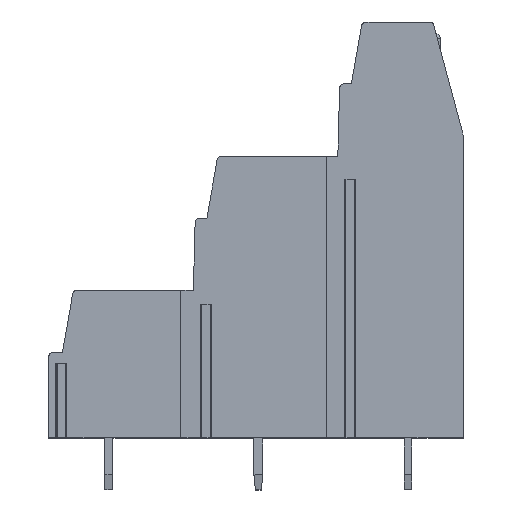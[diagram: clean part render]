
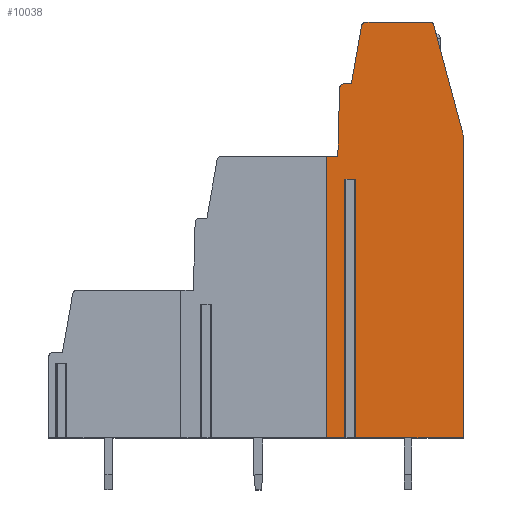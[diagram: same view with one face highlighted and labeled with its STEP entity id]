
A CAD part, top view. The second image highlights one B-rep face of the part: STEP entity #10038.
In plain terms, the highlighted planar face has unit normal (0, 0, 1).
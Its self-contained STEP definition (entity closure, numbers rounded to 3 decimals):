
#14=DIRECTION('',(-1.,0.,0.));
#15=VECTOR('',#14,0.743);
#16=CARTESIAN_POINT('',(1.908,2.65,22.86));
#17=LINE('',#16,#15);
#18=DIRECTION('',(0.,-1.,0.));
#19=VECTOR('',#18,17.55);
#20=CARTESIAN_POINT('',(1.165,2.65,22.86));
#21=LINE('',#20,#19);
#22=DIRECTION('',(1.,0.,0.));
#23=VECTOR('',#22,1.228);
#24=CARTESIAN_POINT('',(-0.063,-14.9,22.86));
#25=LINE('',#24,#23);
#26=DIRECTION('',(-1.,0.,0.));
#27=VECTOR('',#26,0.75);
#28=CARTESIAN_POINT('',(0.687,4.2,22.86));
#29=LINE('',#28,#27);
#30=DIRECTION('',(-0.026,-1.,0.));
#31=VECTOR('',#30,4.609);
#32=CARTESIAN_POINT('',(0.808,8.808,22.86));
#33=LINE('',#32,#31);
#34=CARTESIAN_POINT('',(1.108,8.8,22.86));
#35=DIRECTION('',(0.,0.,1.));
#36=DIRECTION('',(0.,1.,0.));
#37=AXIS2_PLACEMENT_3D('',#34,#35,#36);
#39=DIRECTION('',(-1.,0.,0.));
#40=VECTOR('',#39,0.497);
#41=CARTESIAN_POINT('',(1.605,9.1,22.86));
#42=LINE('',#41,#40);
#43=DIRECTION('',(-0.174,-0.985,0.));
#44=VECTOR('',#43,4.013);
#45=CARTESIAN_POINT('',(2.301,13.052,22.86));
#46=LINE('',#45,#44);
#47=CARTESIAN_POINT('',(2.597,13.,22.86));
#48=DIRECTION('',(0.,0.,1.));
#49=DIRECTION('',(0.,1.,0.));
#50=AXIS2_PLACEMENT_3D('',#47,#48,#49);
#52=DIRECTION('',(-1.,0.,0.));
#53=VECTOR('',#52,4.31);
#54=CARTESIAN_POINT('',(6.907,13.3,22.86));
#55=LINE('',#54,#53);
#56=CARTESIAN_POINT('',(6.907,13.,22.86));
#57=DIRECTION('',(0.,0.,1.));
#58=DIRECTION('',(0.966,0.259,0.));
#59=AXIS2_PLACEMENT_3D('',#56,#57,#58);
#61=CARTESIAN_POINT('',(8.187,5.518,22.86));
#62=DIRECTION('',(0.,0.,1.));
#63=DIRECTION('',(1.,0.,0.));
#64=AXIS2_PLACEMENT_3D('',#61,#62,#63);
#66=DIRECTION('',(0.,1.,0.));
#67=VECTOR('',#66,20.418);
#68=CARTESIAN_POINT('',(9.187,-14.9,22.86));
#69=LINE('',#68,#67);
#70=DIRECTION('',(1.,0.,0.));
#71=VECTOR('',#70,7.279);
#72=CARTESIAN_POINT('',(1.908,-14.9,22.86));
#73=LINE('',#72,#71);
#74=DIRECTION('',(0.,-1.,0.));
#75=VECTOR('',#74,17.55);
#76=CARTESIAN_POINT('',(1.908,2.65,22.86));
#77=LINE('',#76,#75);
#3394=DIRECTION('',(-0.259,0.966,0.));
#3395=VECTOR('',#3394,7.558);
#3396=CARTESIAN_POINT('',(9.153,5.777,22.86));
#3397=LINE('',#3396,#3395);
#5415=DIRECTION('',(0.,-1.,0.));
#5416=VECTOR('',#5415,19.1);
#5417=CARTESIAN_POINT('',(-0.063,4.2,22.86));
#5418=LINE('',#5417,#5416);
#7867=CARTESIAN_POINT('',(9.187,-14.9,22.86));
#7868=CARTESIAN_POINT('',(9.187,5.518,22.86));
#7869=VERTEX_POINT('',#7867);
#7870=VERTEX_POINT('',#7868);
#7871=CARTESIAN_POINT('',(9.153,5.777,22.86));
#7872=VERTEX_POINT('',#7871);
#7873=CARTESIAN_POINT('',(7.197,13.078,22.86));
#7874=CARTESIAN_POINT('',(6.907,13.3,22.86));
#7875=VERTEX_POINT('',#7873);
#7876=VERTEX_POINT('',#7874);
#7877=CARTESIAN_POINT('',(2.597,13.3,22.86));
#7878=VERTEX_POINT('',#7877);
#7879=CARTESIAN_POINT('',(2.301,13.052,22.86));
#7880=VERTEX_POINT('',#7879);
#7881=CARTESIAN_POINT('',(1.605,9.1,22.86));
#7882=VERTEX_POINT('',#7881);
#7883=CARTESIAN_POINT('',(1.108,9.1,22.86));
#7884=VERTEX_POINT('',#7883);
#7885=CARTESIAN_POINT('',(0.808,8.808,22.86));
#7886=VERTEX_POINT('',#7885);
#7887=CARTESIAN_POINT('',(0.687,4.2,22.86));
#7888=VERTEX_POINT('',#7887);
#7927=CARTESIAN_POINT('',(-0.063,-14.9,22.86));
#7929=VERTEX_POINT('',#7927);
#7935=CARTESIAN_POINT('',(-0.063,4.2,22.86));
#7936=VERTEX_POINT('',#7935);
#7983=CARTESIAN_POINT('',(1.908,2.65,22.86));
#7984=CARTESIAN_POINT('',(1.165,2.65,22.86));
#7985=VERTEX_POINT('',#7983);
#7986=VERTEX_POINT('',#7984);
#7987=CARTESIAN_POINT('',(1.908,-14.9,22.86));
#7988=VERTEX_POINT('',#7987);
#7989=CARTESIAN_POINT('',(1.165,-14.9,22.86));
#7990=VERTEX_POINT('',#7989);
#9997=CARTESIAN_POINT('',(0.,0.,22.86));
#9998=DIRECTION('',(0.,0.,1.));
#9999=DIRECTION('',(1.,0.,0.));
#10000=AXIS2_PLACEMENT_3D('',#9997,#9998,#9999);
#10001=PLANE('',#10000);
#10003=ORIENTED_EDGE('',*,*,#10002,.T.);
#10005=ORIENTED_EDGE('',*,*,#10004,.T.);
#10007=ORIENTED_EDGE('',*,*,#10006,.F.);
#10009=ORIENTED_EDGE('',*,*,#10008,.F.);
#10011=ORIENTED_EDGE('',*,*,#10010,.F.);
#10013=ORIENTED_EDGE('',*,*,#10012,.F.);
#10015=ORIENTED_EDGE('',*,*,#10014,.F.);
#10017=ORIENTED_EDGE('',*,*,#10016,.F.);
#10019=ORIENTED_EDGE('',*,*,#10018,.F.);
#10021=ORIENTED_EDGE('',*,*,#10020,.F.);
#10023=ORIENTED_EDGE('',*,*,#10022,.F.);
#10025=ORIENTED_EDGE('',*,*,#10024,.F.);
#10027=ORIENTED_EDGE('',*,*,#10026,.F.);
#10029=ORIENTED_EDGE('',*,*,#10028,.F.);
#10031=ORIENTED_EDGE('',*,*,#10030,.F.);
#10033=ORIENTED_EDGE('',*,*,#10032,.F.);
#10035=ORIENTED_EDGE('',*,*,#10034,.F.);
#10036=EDGE_LOOP('',(#10003,#10005,#10007,#10009,#10011,#10013,#10015,#10017,
#10019,#10021,#10023,#10025,#10027,#10029,#10031,#10033,#10035));
#10037=FACE_OUTER_BOUND('',#10036,.F.);
#38=CIRCLE('',#37,0.3);
#51=CIRCLE('',#50,0.3);
#60=CIRCLE('',#59,0.3);
#65=CIRCLE('',#64,1.);
#10002=EDGE_CURVE('',#7985,#7986,#17,.T.);
#10004=EDGE_CURVE('',#7986,#7990,#21,.T.);
#10006=EDGE_CURVE('',#7929,#7990,#25,.T.);
#10008=EDGE_CURVE('',#7936,#7929,#5418,.T.);
#10010=EDGE_CURVE('',#7888,#7936,#29,.T.);
#10012=EDGE_CURVE('',#7886,#7888,#33,.T.);
#10014=EDGE_CURVE('',#7884,#7886,#38,.T.);
#10016=EDGE_CURVE('',#7882,#7884,#42,.T.);
#10018=EDGE_CURVE('',#7880,#7882,#46,.T.);
#10020=EDGE_CURVE('',#7878,#7880,#51,.T.);
#10022=EDGE_CURVE('',#7876,#7878,#55,.T.);
#10024=EDGE_CURVE('',#7875,#7876,#60,.T.);
#10026=EDGE_CURVE('',#7872,#7875,#3397,.T.);
#10028=EDGE_CURVE('',#7870,#7872,#65,.T.);
#10030=EDGE_CURVE('',#7869,#7870,#69,.T.);
#10032=EDGE_CURVE('',#7988,#7869,#73,.T.);
#10034=EDGE_CURVE('',#7985,#7988,#77,.T.);
#10038=ADVANCED_FACE('',(#10037),#10001,.T.);
